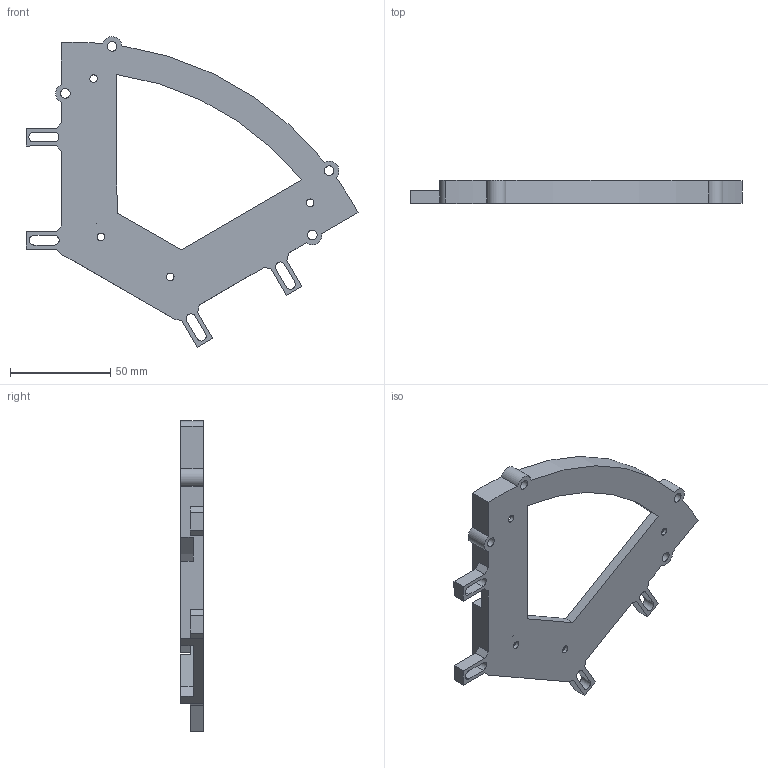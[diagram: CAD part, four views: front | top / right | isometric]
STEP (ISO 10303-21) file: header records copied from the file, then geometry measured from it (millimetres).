
FILE_DESCRIPTION(/* description */ (''),/* implementation_level */ '2;1');
FILE_NAME(/* name */ 'Mounting Base v1.step',/* time_stamp */ '2022-04-06T19:44:59-04:00',/* author */ (''),/* organization */ (''),/* preprocessor_version */ 'ST-DEVELOPER v18.1',/* originating_system */ 'Autodesk Translation Framework v10.14.0.1471',/* authorisation */ '');
FILE_SCHEMA (('AUTOMOTIVE_DESIGN { 1 0 10303 214 3 1 1 }'));
Length unit declared in the file: inch
Products named in the file (1): Mounting Base
Bounding box: 165.93 x 11.43 x 155.19 mm (x, y, z)
Volume: 58316.6 mm3; surface area: 29842.6 mm2
Topology: 1 solids, 1 shells, 93 faces, 261 edges, 174 vertices
Faces by surface type: plane 63, cylinder 30
Full cylindrical faces by diameter (mm): 3.81 x4, 4.826 x4, 12.484 x4
Entity records: 3093 total; most frequent: CARTESIAN_POINT 529, ORIENTED_EDGE 522, DIRECTION 509, EDGE_CURVE 261, LINE 201, VECTOR 201, VERTEX_POINT 174, AXIS2_PLACEMENT_3D 154
